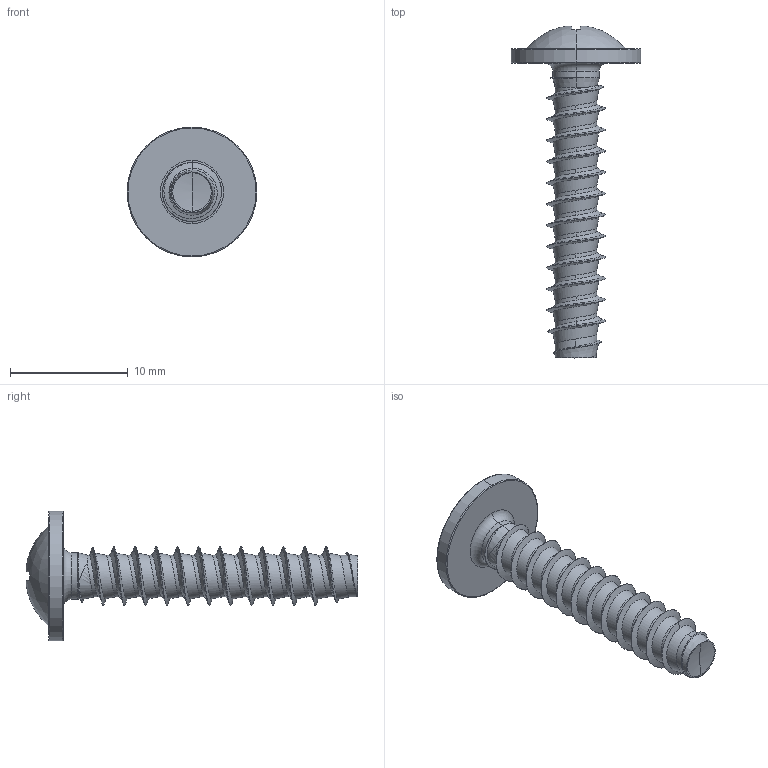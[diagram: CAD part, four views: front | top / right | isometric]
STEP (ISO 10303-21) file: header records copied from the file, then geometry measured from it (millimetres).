
FILE_DESCRIPTION (( 'STEP AP203' ), '1' );
FILE_NAME ('STP310500250.STEP', '2017-08-15T13:32:00', ( '' ), ( '' ), 'SwSTEP 2.0', 'SolidWorks 2015', '' );
FILE_SCHEMA (( 'CONFIG_CONTROL_DESIGN' ));
Products named in the file (1): STP310500250
Bounding box: 11 x 28.14 x 11 mm (x, y, z)
Volume: 454.5 mm3; surface area: 710.6 mm2
Topology: 1 solids, 1 shells, 193 faces, 446 edges, 256 vertices
Faces by surface type: cylinder 52, bspline 51, torus 30, sphere 28, plane 23, cone 9
Entity records: 25311 total; most frequent: CARTESIAN_POINT 21303, ORIENTED_EDGE 888, DIRECTION 761, EDGE_CURVE 444, AXIS2_PLACEMENT_3D 338, VERTEX_POINT 256, EDGE_LOOP 196, CIRCLE 195
